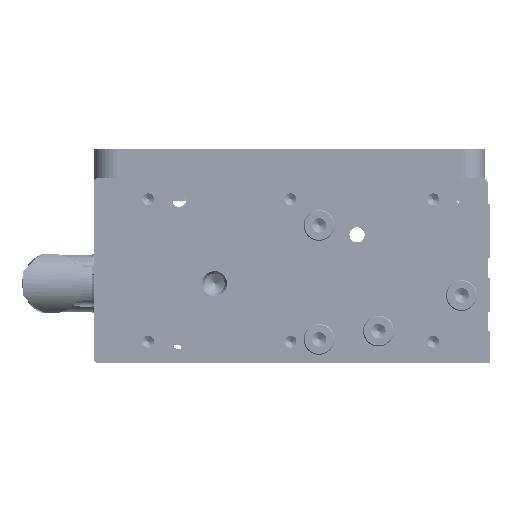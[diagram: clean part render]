
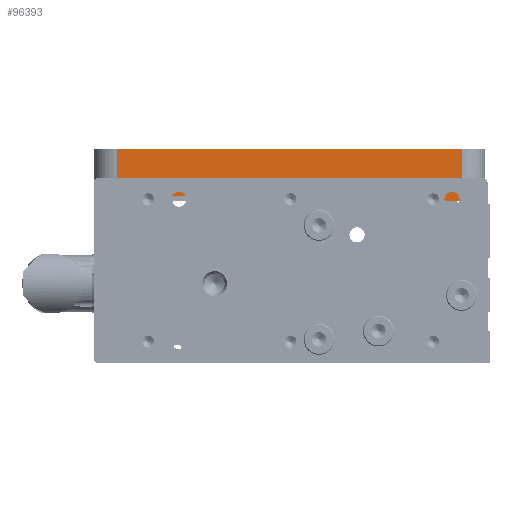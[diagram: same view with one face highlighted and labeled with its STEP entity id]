
A CAD part, left-side view. The second image highlights one B-rep face of the part: STEP entity #96393.
In plain terms, the highlighted planar face has unit normal (-1, 0, 0).
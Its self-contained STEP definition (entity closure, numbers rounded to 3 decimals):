
#58 = DIRECTION ( 'NONE',  ( 0., 0., -1. ) ) ;
#92 = CARTESIAN_POINT ( 'NONE',  ( -100., -59., 0. ) ) ;
#1773 = DIRECTION ( 'NONE',  ( 0., 1., 0. ) ) ;
#3717 = CARTESIAN_POINT ( 'NONE',  ( -100., -60., -4. ) ) ;
#6553 = LINE ( 'NONE', #37058, #188420 ) ;
#7223 = ORIENTED_EDGE ( 'NONE', *, *, #10771, .T. ) ;
#9910 = DIRECTION ( 'NONE',  ( 0., 1., 0. ) ) ;
#10771 = EDGE_CURVE ( 'NONE', #153701, #176261, #130484, .T. ) ;
#14188 = ORIENTED_EDGE ( 'NONE', *, *, #22515, .T. ) ;
#21987 = CARTESIAN_POINT ( 'NONE',  ( -100., 95., 0. ) ) ;
#22515 = EDGE_CURVE ( 'NONE', #120142, #187832, #117203, .T. ) ;
#23711 = CARTESIAN_POINT ( 'NONE',  ( -100., -41.75, 0. ) ) ;
#23941 = LINE ( 'NONE', #21987, #84327 ) ;
#25439 = AXIS2_PLACEMENT_3D ( 'NONE', #23711, #130105, #9910 ) ;
#30603 = CARTESIAN_POINT ( 'NONE',  ( -100., -59., -4. ) ) ;
#32042 = CARTESIAN_POINT ( 'NONE',  ( -100., -49.75, 0. ) ) ;
#34936 = CARTESIAN_POINT ( 'NONE',  ( -100., -59., -4. ) ) ;
#36569 = VERTEX_POINT ( 'NONE', #95054 ) ;
#37058 = CARTESIAN_POINT ( 'NONE',  ( -100., 95., 0. ) ) ;
#37198 = CARTESIAN_POINT ( 'NONE',  ( -100., -5., 0. ) ) ;
#38077 = VECTOR ( 'NONE', #153079, 1000. ) ;
#40964 = AXIS2_PLACEMENT_3D ( 'NONE', #91421, #149429, #1773 ) ;
#41845 = VERTEX_POINT ( 'NONE', #30603 ) ;
#42155 = VERTEX_POINT ( 'NONE', #181941 ) ;
#52571 = CARTESIAN_POINT ( 'NONE',  ( -100., -7., 2. ) ) ;
#57970 = LINE ( 'NONE', #118004, #101543 ) ;
#59954 = CARTESIAN_POINT ( 'NONE',  ( -100., -33.75, 0. ) ) ;
#82070 = CIRCLE ( 'NONE', #25439, 8. ) ;
#82204 = DIRECTION ( 'NONE',  ( 0., -1., 0. ) ) ;
#83201 = LINE ( 'NONE', #84148, #97572 ) ;
#84148 = CARTESIAN_POINT ( 'NONE',  ( -100., 95., 22. ) ) ;
#84327 = VECTOR ( 'NONE', #82204, 1000. ) ;
#91421 = CARTESIAN_POINT ( 'NONE',  ( -100., 95., 22. ) ) ;
#92036 = AXIS2_PLACEMENT_3D ( 'NONE', #37198, #171099, #97343 ) ;
#93112 = LINE ( 'NONE', #34936, #38077 ) ;
#95054 = CARTESIAN_POINT ( 'NONE',  ( -100., 85., 2. ) ) ;
#96393 = ADVANCED_FACE ( 'NONE', ( #165148 ), #164196, .F. ) ;
#97201 = DIRECTION ( 'NONE',  ( 0., -1., 0. ) ) ;
#97343 = DIRECTION ( 'NONE',  ( 0., 1., 0. ) ) ;
#97572 = VECTOR ( 'NONE', #116564, 1000. ) ;
#97921 = DIRECTION ( 'NONE',  ( 0., -1., 0. ) ) ;
#97943 = LINE ( 'NONE', #134945, #115207 ) ;
#100546 = CARTESIAN_POINT ( 'NONE',  ( -100., -7., 0. ) ) ;
#101543 = VECTOR ( 'NONE', #163175, 1000. ) ;
#107984 = VERTEX_POINT ( 'NONE', #59954 ) ;
#108089 = ORIENTED_EDGE ( 'NONE', *, *, #181302, .F. ) ;
#108450 = VERTEX_POINT ( 'NONE', #32042 ) ;
#115207 = VECTOR ( 'NONE', #58, 1000. ) ;
#116564 = DIRECTION ( 'NONE',  ( 0., -1., 0. ) ) ;
#117203 = CIRCLE ( 'NONE', #92036, 2. ) ;
#118004 = CARTESIAN_POINT ( 'NONE',  ( -100., -59., -4. ) ) ;
#120142 = VERTEX_POINT ( 'NONE', #148448 ) ;
#120813 = ORIENTED_EDGE ( 'NONE', *, *, #140414, .T. ) ;
#126617 = ORIENTED_EDGE ( 'NONE', *, *, #126889, .T. ) ;
#126736 = CARTESIAN_POINT ( 'NONE',  ( -100., -60., 22. ) ) ;
#126889 = EDGE_CURVE ( 'NONE', #107984, #108450, #82070, .T. ) ;
#127260 = EDGE_LOOP ( 'NONE', ( #126617, #167997, #108089, #163373, #7223, #168687, #120813, #135317, #14188, #154956 ) ) ;
#129797 = EDGE_CURVE ( 'NONE', #36569, #120142, #142198, .T. ) ;
#130105 = DIRECTION ( 'NONE',  ( 1., 0., 0. ) ) ;
#130484 = LINE ( 'NONE', #161864, #138544 ) ;
#133863 = VECTOR ( 'NONE', #97921, 1000. ) ;
#134337 = DIRECTION ( 'NONE',  ( 0., 0., 1. ) ) ;
#134945 = CARTESIAN_POINT ( 'NONE',  ( -100., 85., 22. ) ) ;
#135317 = ORIENTED_EDGE ( 'NONE', *, *, #129797, .T. ) ;
#138544 = VECTOR ( 'NONE', #134337, 1000. ) ;
#140414 = EDGE_CURVE ( 'NONE', #42155, #36569, #97943, .T. ) ;
#141407 = EDGE_CURVE ( 'NONE', #108450, #153403, #23941, .T. ) ;
#142198 = LINE ( 'NONE', #52571, #133863 ) ;
#148448 = CARTESIAN_POINT ( 'NONE',  ( -100., -5., 2. ) ) ;
#149429 = DIRECTION ( 'NONE',  ( 1., 0., 0. ) ) ;
#153079 = DIRECTION ( 'NONE',  ( 0., -1., 0. ) ) ;
#153403 = VERTEX_POINT ( 'NONE', #92 ) ;
#153701 = VERTEX_POINT ( 'NONE', #3717 ) ;
#154107 = EDGE_CURVE ( 'NONE', #41845, #153701, #93112, .T. ) ;
#154956 = ORIENTED_EDGE ( 'NONE', *, *, #178428, .T. ) ;
#161864 = CARTESIAN_POINT ( 'NONE',  ( -100., -60., 22. ) ) ;
#163175 = DIRECTION ( 'NONE',  ( 0., 0., 1. ) ) ;
#163373 = ORIENTED_EDGE ( 'NONE', *, *, #154107, .T. ) ;
#164196 = PLANE ( 'NONE',  #40964 ) ;
#165148 = FACE_OUTER_BOUND ( 'NONE', #127260, .T. ) ;
#167997 = ORIENTED_EDGE ( 'NONE', *, *, #141407, .T. ) ;
#168687 = ORIENTED_EDGE ( 'NONE', *, *, #189773, .F. ) ;
#171099 = DIRECTION ( 'NONE',  ( 1., 0., 0. ) ) ;
#176261 = VERTEX_POINT ( 'NONE', #126736 ) ;
#178428 = EDGE_CURVE ( 'NONE', #187832, #107984, #6553, .T. ) ;
#181302 = EDGE_CURVE ( 'NONE', #41845, #153403, #57970, .T. ) ;
#181941 = CARTESIAN_POINT ( 'NONE',  ( -100., 85., 22. ) ) ;
#187832 = VERTEX_POINT ( 'NONE', #100546 ) ;
#188420 = VECTOR ( 'NONE', #97201, 1000. ) ;
#189773 = EDGE_CURVE ( 'NONE', #42155, #176261, #83201, .T. ) ;
